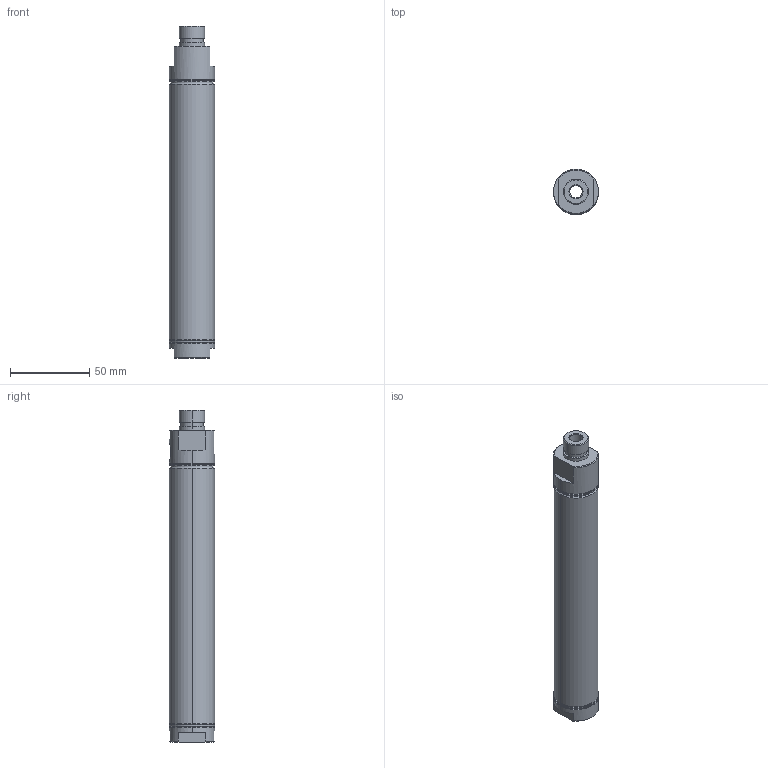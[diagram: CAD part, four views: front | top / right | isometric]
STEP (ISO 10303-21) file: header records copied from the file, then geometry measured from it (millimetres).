
FILE_DESCRIPTION(/* description */ (''),/* implementation_level */ '2;1');
FILE_NAME(/* name */ 'NCDMB106-0500C_1.ipt.stp',/* time_stamp */ '2016-01-07T16:44:27-08:00',/* author */ ('Autodesk Inc.'),/* organization */ ('Autodesk Inc.'),/* preprocessor_version */ 'ST-DEVELOPER v16.1',/* originating_system */ 'Autodesk Inventor 2016',/* authorisation */ '');
FILE_SCHEMA (('AUTOMOTIVE_DESIGN { 1 0 10303 214 3 1 1 }'));
Length unit declared in the file: millimetre
Products named in the file (1): NCDMB106-0500C_1
Bounding box: 28.45 x 28.45 x 209.68 mm (x, y, z)
Volume: 44629.9 mm3; surface area: 34314.6 mm2
Topology: 1 solids, 1 shells, 70 faces, 158 edges, 99 vertices
Faces by surface type: cylinder 29, plane 22, cone 19
Entity records: 2147 total; most frequent: CARTESIAN_POINT 507, DIRECTION 363, ORIENTED_EDGE 316, EDGE_CURVE 158, AXIS2_PLACEMENT_3D 151, VERTEX_POINT 99, EDGE_LOOP 83, CIRCLE 80
